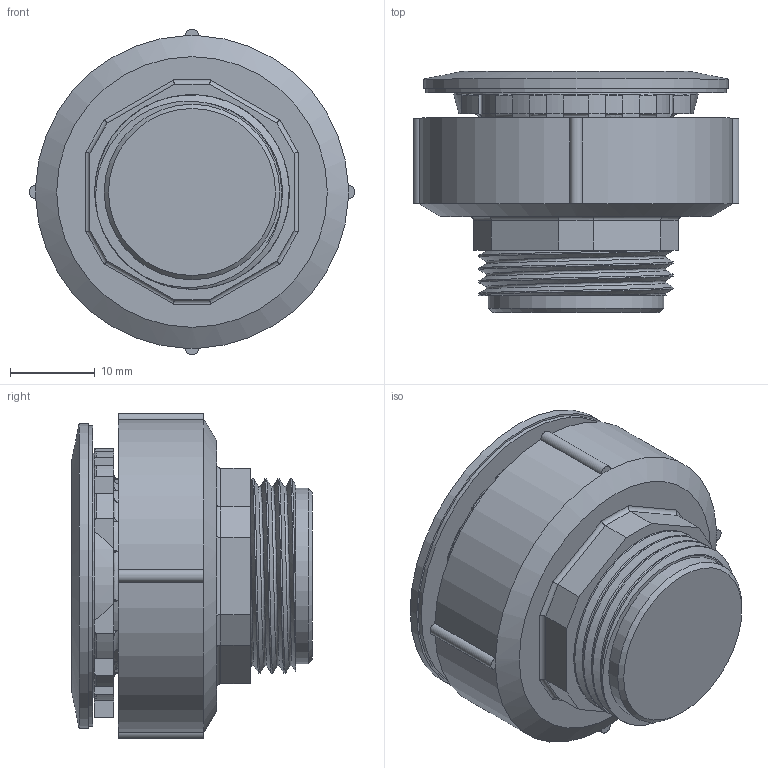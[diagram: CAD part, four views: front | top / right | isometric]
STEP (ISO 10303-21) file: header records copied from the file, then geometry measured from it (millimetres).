
FILE_DESCRIPTION(/* description */ (''),/* implementation_level */ '2;1');
FILE_NAME(/* name */ 'BVKRJ_ipt.stp',/* time_stamp */ '2018-03-15T15:46:18+01:00',/* author */ ('ahoffmann'),/* organization */ (''),/* preprocessor_version */ 'ST-DEVELOPER v16.1',/* originating_system */ 'Autodesk Inventor 2016',/* authorisation */ '');
FILE_SCHEMA (('AUTOMOTIVE_DESIGN { 1 0 10303 214 3 1 1 }'));
Length unit declared in the file: centimetre
Products named in the file (1): BVKRJ_vereinfacht
Bounding box: 38.49 x 28.5 x 38.49 mm (x, y, z)
Volume: 16165.3 mm3; surface area: 8936.4 mm2
Topology: 1 solids, 1 shells, 208 faces, 536 edges, 339 vertices
Faces by surface type: plane 110, cylinder 59, torus 29, cone 7, bspline 3
Full cylindrical faces by diameter (mm): 20.75 x1, 23.002 x1, 24.25 x1, 29 x1, 34 x1, 35.5 x1, 36 x1
Entity records: 11822 total; most frequent: CARTESIAN_POINT 6814, DIRECTION 1050, ORIENTED_EDGE 1034, EDGE_CURVE 517, AXIS2_PLACEMENT_3D 406, VERTEX_POINT 336, LINE 238, VECTOR 238
